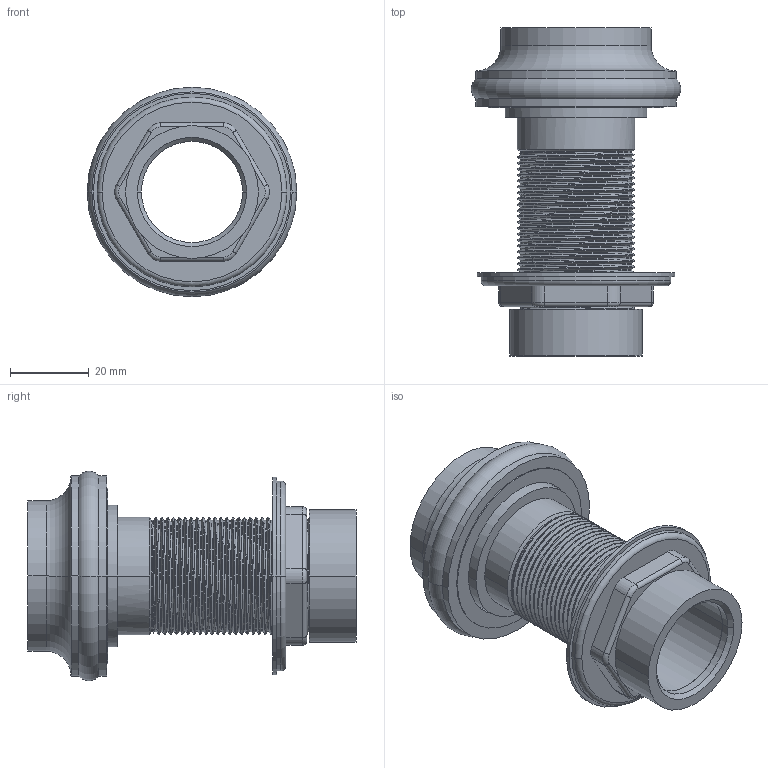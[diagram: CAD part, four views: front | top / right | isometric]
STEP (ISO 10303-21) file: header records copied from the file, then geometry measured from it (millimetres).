
FILE_DESCRIPTION((''),'2;1');
FILE_NAME('289-10_SW0001','2011-07-15T',('pnmurthy'),(''),'PRO/ENGINEER BY PARAMETRIC TECHNOLOGY CORPORATION, 2009300','PRO/ENGINEER BY PARAMETRIC TECHNOLOGY CORPORATION, 2009300','');
FILE_SCHEMA(('CONFIG_CONTROL_DESIGN'));
Length unit declared in the file: inch
Products named in the file (1): 289-10_SW0001
Bounding box: 53.1 x 83.17 x 53.1 mm (x, y, z)
Surface area: 35298.1 mm2 (no closed solid volume)
Topology: 0 solids, 10 shells, 243 faces, 652 edges, 426 vertices
Faces by surface type: cylinder 138, bspline 47, plane 26, cone 18, torus 14
Entity records: 26592 total; most frequent: CARTESIAN_POINT 21088, ORIENTED_EDGE 1240, DIRECTION 913, EDGE_CURVE 652, VERTEX_POINT 426, AXIS2_PLACEMENT_3D 347, B_SPLINE_CURVE_WITH_KNOTS 282, EDGE_LOOP 258
